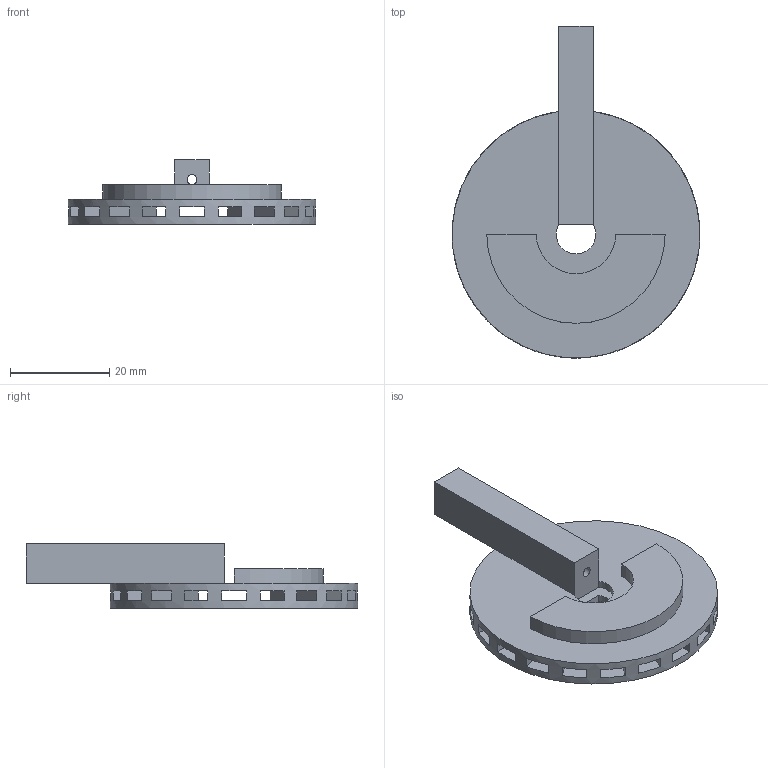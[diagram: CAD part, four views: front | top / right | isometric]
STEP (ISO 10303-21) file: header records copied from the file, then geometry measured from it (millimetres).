
FILE_DESCRIPTION(/* description */ (''),/* implementation_level */ '2;1');
FILE_NAME(/* name */ 'Parcial3_Repo.stp',/* time_stamp */ '2020-06-28T14:46:05-06:00',/* author */ ('Ivan'),/* organization */ (''),/* preprocessor_version */ 'ST-DEVELOPER v16.13',/* originating_system */ 'Autodesk Inventor 2018',/* authorisation */ '');
FILE_SCHEMA (('AUTOMOTIVE_DESIGN { 1 0 10303 214 3 1 1 }'));
Length unit declared in the file: millimetre
Products named in the file (1): Parcial3_Repo
Bounding box: 49.99 x 66.99 x 13 mm (x, y, z)
Volume: 9432 mm3; surface area: 10215.8 mm2
Topology: 1 solids, 1 shells, 60 faces, 224 edges, 148 vertices
Faces by surface type: plane 54, cylinder 5, cone 1
Full cylindrical faces by diameter (mm): 50 x1
Entity records: 2477 total; most frequent: ORIENTED_EDGE 442, CARTESIAN_POINT 429, DIRECTION 396, EDGE_CURVE 221, LINE 168, VECTOR 168, VERTEX_POINT 147, AXIS2_PLACEMENT_3D 114
